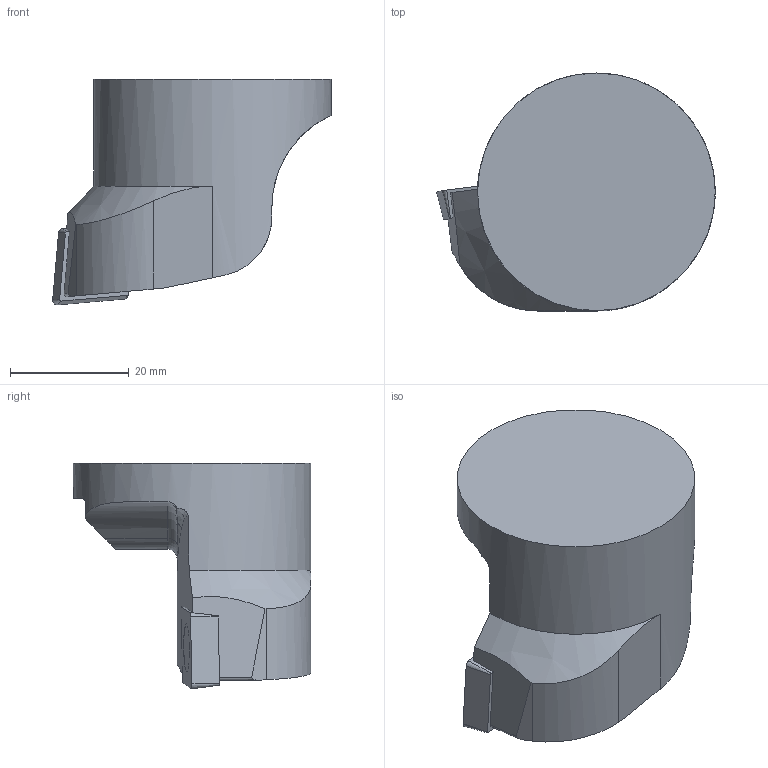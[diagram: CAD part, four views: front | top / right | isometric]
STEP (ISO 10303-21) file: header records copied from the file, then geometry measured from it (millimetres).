
FILE_DESCRIPTION(/* description */ (''),/* implementation_level */ '2;1');
FILE_NAME(/* name */ '1642432651217.stp',/* time_stamp */ '2022-01-17T20:48:58+05:00',/* author */ (''),/* organization */ ('SMS'),/* preprocessor_version */ 'ST-DEVELOPER v16.7',/* originating_system */ 'SIEMENS PLM Software NX 12.0',/* authorisation */ '');
FILE_SCHEMA (('AUTOMOTIVE_DESIGN { 1 0 10303 214 3 1 1 1 }'));
Length unit declared in the file: millimetre
Products named in the file (4): IsoTurningInsert; ASSEMBLY_CONSTRUCTION; 201784126mod000_01; 201784125mod000_01
Assembly tree (3 placements, depth 2):
  201784125mod000_01
    201784126mod000_01
    ASSEMBLY_CONSTRUCTION
    IsoTurningInsert
Bounding box: 46.87 x 40 x 38 mm (x, y, z)
Volume: 27875.4 mm3; surface area: 6794.7 mm2
Topology: 2 solids, 2 shells, 54 faces, 142 edges, 100 vertices
Faces by surface type: plane 24, cylinder 14, cone 8, torus 8
Full cylindrical faces by diameter (mm): 5.5 x2, 40 x1
Entity records: 1933 total; most frequent: CARTESIAN_POINT 479, DIRECTION 284, ORIENTED_EDGE 254, EDGE_CURVE 127, AXIS2_PLACEMENT_3D 113, VERTEX_POINT 87, EDGE_LOOP 66, LINE 58
